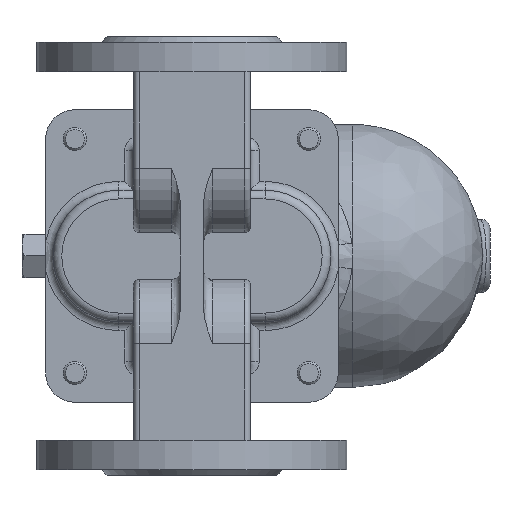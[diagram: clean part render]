
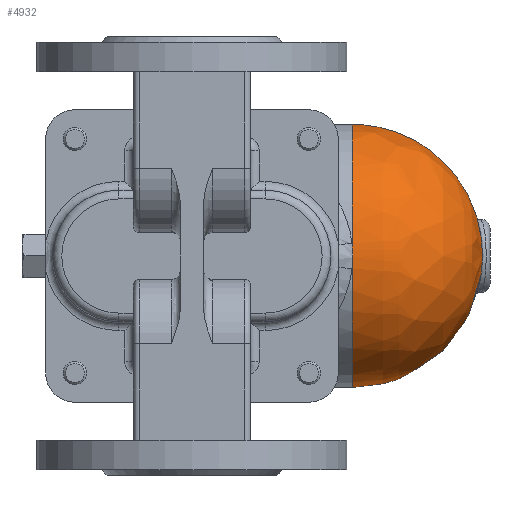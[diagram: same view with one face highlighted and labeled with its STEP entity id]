
A CAD part, front view. The second image highlights one B-rep face of the part: STEP entity #4932.
In plain terms, the highlighted free-form (B-spline) face has degree [2, 2] with [3, 9] control points.
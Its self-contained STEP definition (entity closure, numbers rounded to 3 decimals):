
#46=(
BOUNDED_CURVE()
B_SPLINE_CURVE(2,(#8104,#8105,#8106),.UNSPECIFIED.,.F.,.F.)
B_SPLINE_CURVE_WITH_KNOTS((3,3),(-1.427,0.),
 .UNSPECIFIED.)
CURVE()
GEOMETRIC_REPRESENTATION_ITEM()
RATIONAL_B_SPLINE_CURVE((0.957,0.737,1.))
REPRESENTATION_ITEM('')
);
#141=(
BOUNDED_SURFACE()
B_SPLINE_SURFACE(2,2,((#8053,#8054,#8055,#8056,#8057,#8058,#8059,#8060,
#8061),(#8062,#8063,#8064,#8065,#8066,#8067,#8068,#8069,#8070),(#8071,#8072,
#8073,#8074,#8075,#8076,#8077,#8078,#8079)),.UNSPECIFIED.,.F.,.T.,.F.)
B_SPLINE_SURFACE_WITH_KNOTS((3,3),(3,2,2,2,3),(0.,1.552),
(-3.142,-1.571,0.,1.571,3.142),
 .UNSPECIFIED.)
GEOMETRIC_REPRESENTATION_ITEM()
RATIONAL_B_SPLINE_SURFACE(((1.,0.707,1.,0.707,1.,
0.707,1.,0.707,1.),(0.714,0.505,
0.714,0.505,0.714,0.505,
0.714,0.505,0.714),(1.,0.707,
1.,0.707,1.,0.707,1.,0.707,1.)))
REPRESENTATION_ITEM('')
SURFACE()
);
#1187=FACE_OUTER_BOUND('',#1499,.T.);
#1499=EDGE_LOOP('',(#3850,#3851,#3852,#3853,#3854,#3855,#3856,#3857));
#1666=B_SPLINE_CURVE_WITH_KNOTS('',3,(#7998,#7999,#8000,#8001),
 .UNSPECIFIED.,.F.,.F.,(4,4),(0.,1.051),
 .UNSPECIFIED.);
#1667=B_SPLINE_CURVE_WITH_KNOTS('',3,(#8082,#8083,#8084,#8085,#8086,#8087,
#8088,#8089,#8090,#8091),.UNSPECIFIED.,.F.,.F.,(4,1,1,1,1,1,1,4),(-5.673,
-4.863,-4.052,-3.242,-2.431,
-1.621,-0.81,0.),.UNSPECIFIED.);
#1668=B_SPLINE_CURVE_WITH_KNOTS('',3,(#8093,#8094,#8095,#8096,#8097,#8098,
#8099,#8100,#8101,#8102),.UNSPECIFIED.,.F.,.F.,(4,1,1,1,1,1,1,4),(-2.778,
-2.366,-2.071,-1.775,-1.479,-1.183,
-0.592,0.),.UNSPECIFIED.);
#1669=B_SPLINE_CURVE_WITH_KNOTS('',3,(#8109,#8110,#8111,#8112,#8113,#8114),
 .UNSPECIFIED.,.F.,.F.,(4,1,1,4),(-4.141,-3.55,-2.958,
-2.779),.UNSPECIFIED.);
#1890=CIRCLE('',#5470,45.);
#1891=CIRCLE('',#5471,45.);
#2213=VERTEX_POINT('',#7961);
#2216=VERTEX_POINT('',#7991);
#2219=VERTEX_POINT('',#8080);
#2220=VERTEX_POINT('',#8081);
#2221=VERTEX_POINT('',#8092);
#2222=VERTEX_POINT('',#8103);
#2793=EDGE_CURVE('',#2213,#2216,#1666,.T.);
#2796=EDGE_CURVE('',#2219,#2220,#1667,.T.);
#2797=EDGE_CURVE('',#2221,#2219,#1668,.T.);
#2798=EDGE_CURVE('',#2221,#2222,#46,.T.);
#2799=EDGE_CURVE('',#2222,#2216,#1890,.T.);
#2800=EDGE_CURVE('',#2213,#2222,#1891,.T.);
#2801=EDGE_CURVE('',#2220,#2221,#1669,.T.);
#3850=ORIENTED_EDGE('',*,*,#2796,.F.);
#3851=ORIENTED_EDGE('',*,*,#2797,.F.);
#3852=ORIENTED_EDGE('',*,*,#2798,.T.);
#3853=ORIENTED_EDGE('',*,*,#2799,.T.);
#3854=ORIENTED_EDGE('',*,*,#2793,.F.);
#3855=ORIENTED_EDGE('',*,*,#2800,.T.);
#3856=ORIENTED_EDGE('',*,*,#2798,.F.);
#3857=ORIENTED_EDGE('',*,*,#2801,.F.);
#4932=ADVANCED_FACE('',(#1187),#141,.F.);
#5470=AXIS2_PLACEMENT_3D('',#8107,#6506,#6507);
#5471=AXIS2_PLACEMENT_3D('',#8108,#6508,#6509);
#6506=DIRECTION('center_axis',(1.,0.,0.));
#6507=DIRECTION('ref_axis',(0.,-1.,0.));
#6508=DIRECTION('center_axis',(1.,0.,0.));
#6509=DIRECTION('ref_axis',(0.,-1.,0.));
#7961=CARTESIAN_POINT('',(54.75,54.705,-4.286));
#7991=CARTESIAN_POINT('',(54.75,54.705,4.286));
#7998=CARTESIAN_POINT('Ctrl Pts',(54.75,54.705,-4.286));
#7999=CARTESIAN_POINT('Ctrl Pts',(55.021,54.433,-1.446));
#8000=CARTESIAN_POINT('Ctrl Pts',(55.021,54.433,1.446));
#8001=CARTESIAN_POINT('Ctrl Pts',(54.75,54.705,4.286));
#8053=CARTESIAN_POINT('Ctrl Pts',(54.75,99.5,45.));
#8054=CARTESIAN_POINT('Ctrl Pts',(54.75,54.5,45.));
#8055=CARTESIAN_POINT('Ctrl Pts',(54.75,54.5,0.));
#8056=CARTESIAN_POINT('Ctrl Pts',(54.75,54.5,-45.));
#8057=CARTESIAN_POINT('Ctrl Pts',(54.75,99.5,-45.));
#8058=CARTESIAN_POINT('Ctrl Pts',(54.75,144.5,-45.));
#8059=CARTESIAN_POINT('Ctrl Pts',(54.75,144.5,0.));
#8060=CARTESIAN_POINT('Ctrl Pts',(54.75,144.5,45.));
#8061=CARTESIAN_POINT('Ctrl Pts',(54.75,99.5,45.));
#8062=CARTESIAN_POINT('Ctrl Pts',(98.442,99.5,45.));
#8063=CARTESIAN_POINT('Ctrl Pts',(98.442,54.5,45.));
#8064=CARTESIAN_POINT('Ctrl Pts',(98.442,54.5,0.));
#8065=CARTESIAN_POINT('Ctrl Pts',(98.442,54.5,-45.));
#8066=CARTESIAN_POINT('Ctrl Pts',(98.442,99.5,-45.));
#8067=CARTESIAN_POINT('Ctrl Pts',(98.442,144.5,-45.));
#8068=CARTESIAN_POINT('Ctrl Pts',(98.442,144.5,0.));
#8069=CARTESIAN_POINT('Ctrl Pts',(98.442,144.5,45.));
#8070=CARTESIAN_POINT('Ctrl Pts',(98.442,99.5,45.));
#8071=CARTESIAN_POINT('Ctrl Pts',(99.243,99.5,1.316));
#8072=CARTESIAN_POINT('Ctrl Pts',(99.243,98.184,1.316));
#8073=CARTESIAN_POINT('Ctrl Pts',(99.243,98.184,0.));
#8074=CARTESIAN_POINT('Ctrl Pts',(99.243,98.184,-1.316));
#8075=CARTESIAN_POINT('Ctrl Pts',(99.243,99.5,-1.316));
#8076=CARTESIAN_POINT('Ctrl Pts',(99.243,100.816,-1.316));
#8077=CARTESIAN_POINT('Ctrl Pts',(99.243,100.816,0.));
#8078=CARTESIAN_POINT('Ctrl Pts',(99.243,100.816,1.316));
#8079=CARTESIAN_POINT('Ctrl Pts',(99.243,99.5,1.316));
#8080=CARTESIAN_POINT('',(96.112,108.663,-14.219));
#8081=CARTESIAN_POINT('',(96.112,108.663,14.219));
#8082=CARTESIAN_POINT('Ctrl Pts',(96.112,108.663,-14.219));
#8083=CARTESIAN_POINT('Ctrl Pts',(95.428,111.048,-14.733));
#8084=CARTESIAN_POINT('Ctrl Pts',(93.951,116.042,-14.536));
#8085=CARTESIAN_POINT('Ctrl Pts',(91.908,122.536,-10.673));
#8086=CARTESIAN_POINT('Ctrl Pts',(90.615,126.43,-3.95));
#8087=CARTESIAN_POINT('Ctrl Pts',(90.613,126.435,3.953));
#8088=CARTESIAN_POINT('Ctrl Pts',(91.908,122.536,10.671));
#8089=CARTESIAN_POINT('Ctrl Pts',(93.951,116.043,14.535));
#8090=CARTESIAN_POINT('Ctrl Pts',(95.428,111.048,14.733));
#8091=CARTESIAN_POINT('Ctrl Pts',(96.112,108.663,14.219));
#8092=CARTESIAN_POINT('',(98.849,99.5,6.464));
#8093=CARTESIAN_POINT('Ctrl Pts',(98.849,99.5,6.464));
#8094=CARTESIAN_POINT('Ctrl Pts',(99.007,98.985,5.299));
#8095=CARTESIAN_POINT('Ctrl Pts',(99.199,98.347,3.177));
#8096=CARTESIAN_POINT('Ctrl Pts',(99.259,98.028,0.002));
#8097=CARTESIAN_POINT('Ctrl Pts',(99.206,98.307,-2.813));
#8098=CARTESIAN_POINT('Ctrl Pts',(98.996,99.018,-5.482));
#8099=CARTESIAN_POINT('Ctrl Pts',(98.521,100.57,-8.829));
#8100=CARTESIAN_POINT('Ctrl Pts',(97.587,103.608,-12.307));
#8101=CARTESIAN_POINT('Ctrl Pts',(96.611,106.923,-13.843));
#8102=CARTESIAN_POINT('Ctrl Pts',(96.112,108.663,-14.219));
#8103=CARTESIAN_POINT('',(54.75,99.5,45.));
#8104=CARTESIAN_POINT('Ctrl Pts',(98.849,99.5,6.464));
#8105=CARTESIAN_POINT('Ctrl Pts',(93.637,99.5,45.));
#8106=CARTESIAN_POINT('Ctrl Pts',(54.75,99.5,45.));
#8107=CARTESIAN_POINT('Origin',(54.75,99.5,0.));
#8108=CARTESIAN_POINT('Origin',(54.75,99.5,0.));
#8109=CARTESIAN_POINT('Ctrl Pts',(96.112,108.663,14.219));
#8110=CARTESIAN_POINT('Ctrl Pts',(96.611,106.923,13.843));
#8111=CARTESIAN_POINT('Ctrl Pts',(97.587,103.612,12.314));
#8112=CARTESIAN_POINT('Ctrl Pts',(98.447,100.806,9.094));
#8113=CARTESIAN_POINT('Ctrl Pts',(98.78,99.726,6.974));
#8114=CARTESIAN_POINT('Ctrl Pts',(98.849,99.502,6.467));
